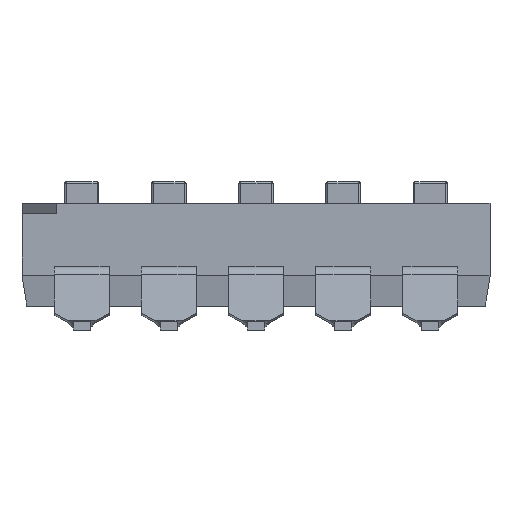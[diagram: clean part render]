
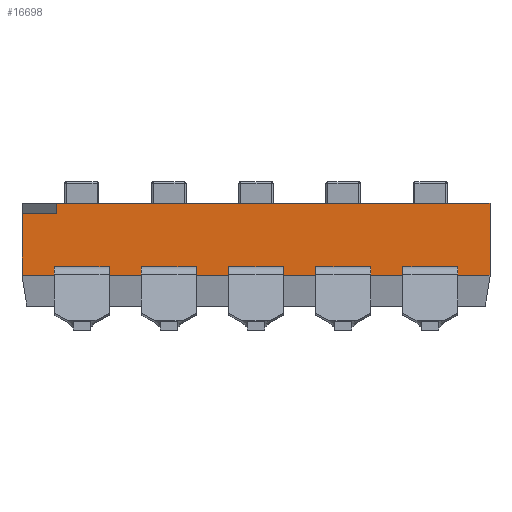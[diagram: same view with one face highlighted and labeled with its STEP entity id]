
A CAD part, front view. The second image highlights one B-rep face of the part: STEP entity #16698.
In plain terms, the highlighted planar face has unit normal (0, -1, 0).
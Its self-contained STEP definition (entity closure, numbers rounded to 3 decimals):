
#541=PLANE('',#18125);
#1918=LINE('',#26514,#3728);
#1928=LINE('',#26534,#3738);
#1929=LINE('',#26536,#3739);
#1930=LINE('',#26538,#3740);
#1931=LINE('',#26540,#3741);
#1932=LINE('',#26542,#3742);
#1933=LINE('',#26544,#3743);
#1934=LINE('',#26546,#3744);
#1935=LINE('',#26548,#3745);
#1936=LINE('',#26550,#3746);
#1937=LINE('',#26551,#3747);
#3728=VECTOR('',#21748,10.);
#3738=VECTOR('',#21762,10.);
#3739=VECTOR('',#21763,10.);
#3740=VECTOR('',#21764,10.);
#3741=VECTOR('',#21765,10.);
#3742=VECTOR('',#21766,10.);
#3743=VECTOR('',#21767,10.);
#3744=VECTOR('',#21768,10.);
#3745=VECTOR('',#21769,10.);
#3746=VECTOR('',#21770,10.);
#3747=VECTOR('',#21771,10.);
#5293=FACE_OUTER_BOUND('',#6243,.T.);
#6243=EDGE_LOOP('',(#14381,#14382,#14383,#14384,#14385,#14386,#14387,#14388,
#14389,#14390,#14391));
#8141=VERTEX_POINT('',#26511);
#8142=VERTEX_POINT('',#26513);
#8150=VERTEX_POINT('',#26533);
#8151=VERTEX_POINT('',#26535);
#8152=VERTEX_POINT('',#26537);
#8153=VERTEX_POINT('',#26539);
#8154=VERTEX_POINT('',#26541);
#8155=VERTEX_POINT('',#26543);
#8156=VERTEX_POINT('',#26545);
#8157=VERTEX_POINT('',#26547);
#8158=VERTEX_POINT('',#26549);
#10312=EDGE_CURVE('',#8141,#8142,#1918,.T.);
#10322=EDGE_CURVE('',#8150,#8141,#1928,.T.);
#10323=EDGE_CURVE('',#8151,#8150,#1929,.T.);
#10324=EDGE_CURVE('',#8152,#8151,#1930,.T.);
#10325=EDGE_CURVE('',#8153,#8152,#1931,.T.);
#10326=EDGE_CURVE('',#8154,#8153,#1932,.T.);
#10327=EDGE_CURVE('',#8155,#8154,#1933,.T.);
#10328=EDGE_CURVE('',#8156,#8155,#1934,.T.);
#10329=EDGE_CURVE('',#8157,#8156,#1935,.T.);
#10330=EDGE_CURVE('',#8158,#8157,#1936,.T.);
#10331=EDGE_CURVE('',#8142,#8158,#1937,.T.);
#14381=ORIENTED_EDGE('',*,*,#10312,.F.);
#14382=ORIENTED_EDGE('',*,*,#10322,.F.);
#14383=ORIENTED_EDGE('',*,*,#10323,.F.);
#14384=ORIENTED_EDGE('',*,*,#10324,.F.);
#14385=ORIENTED_EDGE('',*,*,#10325,.F.);
#14386=ORIENTED_EDGE('',*,*,#10326,.F.);
#14387=ORIENTED_EDGE('',*,*,#10327,.F.);
#14388=ORIENTED_EDGE('',*,*,#10328,.F.);
#14389=ORIENTED_EDGE('',*,*,#10329,.F.);
#14390=ORIENTED_EDGE('',*,*,#10330,.F.);
#14391=ORIENTED_EDGE('',*,*,#10331,.F.);
#16698=ADVANCED_FACE('',(#5293),#541,.T.);
#18125=AXIS2_PLACEMENT_3D('',#26532,#21760,#21761);
#21748=DIRECTION('',(0.,0.,-1.));
#21760=DIRECTION('center_axis',(0.,-1.,0.));
#21761=DIRECTION('ref_axis',(0.,0.,1.));
#21762=DIRECTION('',(1.,0.,0.));
#21763=DIRECTION('',(0.,0.,1.));
#21764=DIRECTION('',(1.,0.,0.));
#21765=DIRECTION('',(0.,0.,1.));
#21766=DIRECTION('',(-1.,0.,0.));
#21767=DIRECTION('',(-1.,0.,0.));
#21768=DIRECTION('',(-1.,0.,0.));
#21769=DIRECTION('',(-1.,0.,0.));
#21770=DIRECTION('',(-1.,0.,0.));
#21771=DIRECTION('',(-1.,0.,0.));
#26511=CARTESIAN_POINT('',(6.82,-3.1,3.735));
#26513=CARTESIAN_POINT('',(6.82,-3.1,1.635));
#26514=CARTESIAN_POINT('',(6.82,-3.1,2.349));
#26532=CARTESIAN_POINT('Origin',(27.754,-3.1,2.463));
#26533=CARTESIAN_POINT('',(-5.82,-3.1,3.735));
#26534=CARTESIAN_POINT('',(-5.82,-3.1,3.735));
#26535=CARTESIAN_POINT('',(-5.82,-3.1,3.435));
#26536=CARTESIAN_POINT('',(-5.82,-3.1,3.435));
#26537=CARTESIAN_POINT('',(-6.82,-3.1,3.435));
#26538=CARTESIAN_POINT('',(-6.82,-3.1,3.435));
#26539=CARTESIAN_POINT('',(-6.82,-3.1,1.635));
#26540=CARTESIAN_POINT('',(-6.82,-3.1,3.135));
#26541=CARTESIAN_POINT('',(-5.88,-3.1,1.635));
#26542=CARTESIAN_POINT('',(-5.88,-3.1,1.635));
#26543=CARTESIAN_POINT('',(-3.34,-3.1,1.635));
#26544=CARTESIAN_POINT('',(-3.34,-3.1,1.635));
#26545=CARTESIAN_POINT('',(-0.8,-3.1,1.635));
#26546=CARTESIAN_POINT('',(-0.8,-3.1,1.635));
#26547=CARTESIAN_POINT('',(1.74,-3.1,1.635));
#26548=CARTESIAN_POINT('',(1.74,-3.1,1.635));
#26549=CARTESIAN_POINT('',(4.28,-3.1,1.635));
#26550=CARTESIAN_POINT('',(4.28,-3.1,1.635));
#26551=CARTESIAN_POINT('',(6.82,-3.1,1.635));
